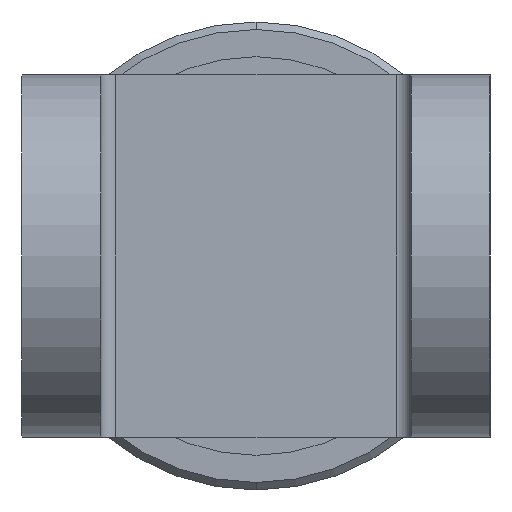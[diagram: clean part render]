
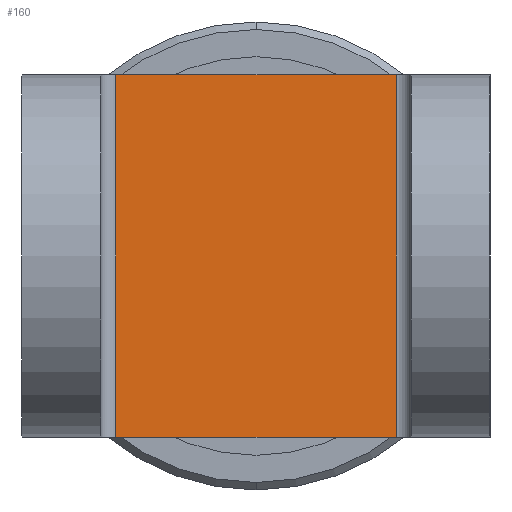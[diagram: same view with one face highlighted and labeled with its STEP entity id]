
A CAD part, left-side view. The second image highlights one B-rep face of the part: STEP entity #160.
In plain terms, the highlighted planar face has unit normal (-1, 0, 0).
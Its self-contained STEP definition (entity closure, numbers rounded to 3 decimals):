
#160=ADVANCED_FACE('',(#664),#663,.F.);
#663=PLANE('',#1176);
#664=FACE_OUTER_BOUND('',#1177,.T.);
#1173=CARTESIAN_POINT('',(48.977,-5.58,195.974));
#1174=DIRECTION('',(1.,0.,0.));
#1175=DIRECTION('',(0.,0.,-1.));
#1176=AXIS2_PLACEMENT_3D('',#1173,#1174,#1175);
#1177=EDGE_LOOP('',(#1488,#1489,#1490,#1491));
#1488=ORIENTED_EDGE('',*,*,#1670,.T.);
#1489=ORIENTED_EDGE('',*,*,#1680,.F.);
#1490=ORIENTED_EDGE('',*,*,#1674,.F.);
#1491=ORIENTED_EDGE('',*,*,#1681,.T.);
#1670=EDGE_CURVE('',#2535,#2528,#2536,.T.);
#1674=EDGE_CURVE('',#2554,#2561,#2562,.T.);
#1680=EDGE_CURVE('',#2561,#2528,#2600,.T.);
#1681=EDGE_CURVE('',#2554,#2535,#2606,.T.);
#2528=VERTEX_POINT('',#3197);
#2535=VERTEX_POINT('',#3202);
#2536=LINE('',#3203,#3204);
#2554=VERTEX_POINT('',#3213);
#2561=VERTEX_POINT('',#3218);
#2562=LINE('',#3219,#3220);
#2600=LINE('',#3242,#3243);
#2606=LINE('',#3245,#3246);
#3197=CARTESIAN_POINT('',(48.977,-4.65,182.774));
#3202=CARTESIAN_POINT('',(48.977,4.65,182.774));
#3203=CARTESIAN_POINT('',(48.977,4.65,182.774));
#3204=VECTOR('',#3205,9.3);
#3205=DIRECTION('',(0.,-1.,0.));
#3213=CARTESIAN_POINT('',(48.977,4.65,194.774));
#3218=CARTESIAN_POINT('',(48.977,-4.65,194.774));
#3219=CARTESIAN_POINT('',(48.977,4.65,194.774));
#3220=VECTOR('',#3221,9.3);
#3221=DIRECTION('',(0.,-1.,0.));
#3242=CARTESIAN_POINT('',(48.977,-4.65,194.774));
#3243=VECTOR('',#3244,12.);
#3244=DIRECTION('',(0.,0.,-1.));
#3245=CARTESIAN_POINT('',(48.977,4.65,194.774));
#3246=VECTOR('',#3247,12.);
#3247=DIRECTION('',(0.,0.,-1.));
